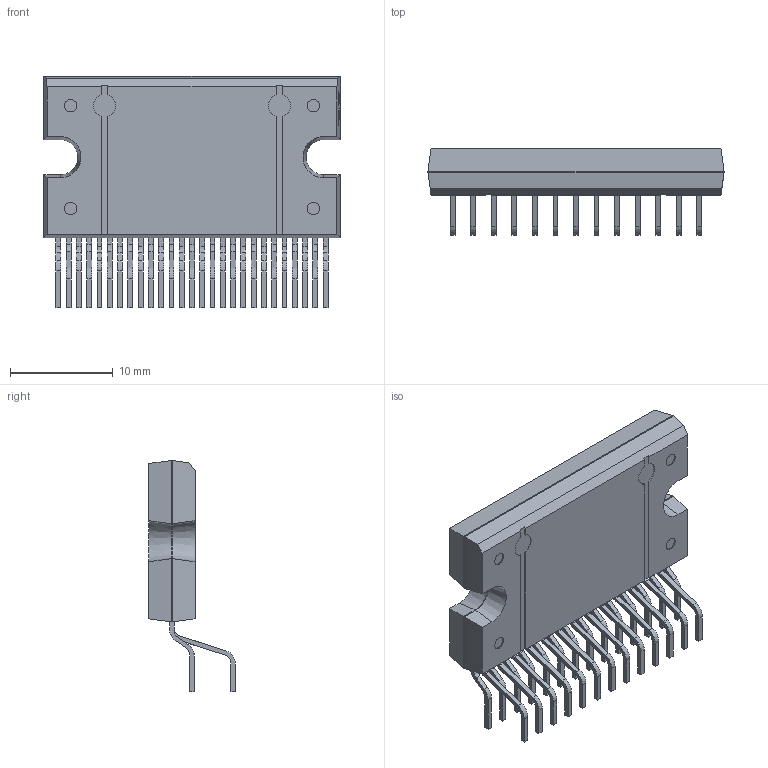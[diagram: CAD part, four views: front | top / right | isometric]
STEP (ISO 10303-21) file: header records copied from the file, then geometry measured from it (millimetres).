
FILE_DESCRIPTION (( 'STEP AP214' ), '1' );
FILE_NAME ('FLEXIWATT27-TH_27P-L29.3-W4.6-P1.00.step', '2022-08-04T05:13:43', ( '' ), ( '' ), 'SwSTEP 2.0', 'SolidWorks 2020', '' );
FILE_SCHEMA (( 'AUTOMOTIVE_DESIGN' ));
Length unit declared in the file: millimetre
Products named in the file (1): FLEXIWATT27-TH_27P-L29.3-W4.6-P1.00
Bounding box: 28.8 x 8.41 x 22.47 mm (x, y, z)
Volume: 1920 mm3; surface area: 1689 mm2
Topology: 14 solids, 14 shells, 749 faces, 2106 edges, 1396 vertices
Faces by surface type: plane 511, cylinder 122, bspline 112, cone 4
Entity records: 32959 total; most frequent: CARTESIAN_POINT 6356, ORIENTED_EDGE 4212, DIRECTION 3406, EDGE_CURVE 2106, VECTOR 1626, LINE 1626, VERTEX_POINT 1396, AXIS2_PLACEMENT_3D 890
